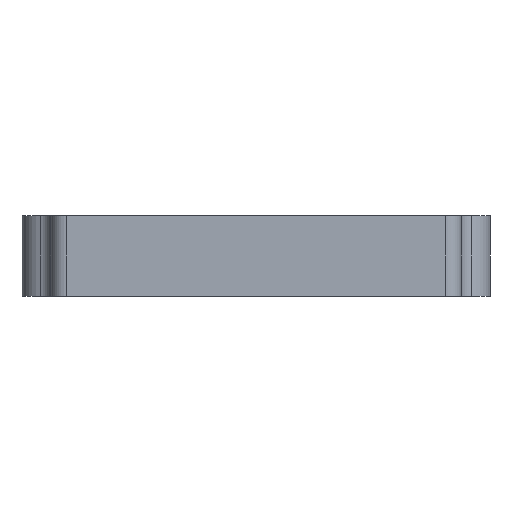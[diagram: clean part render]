
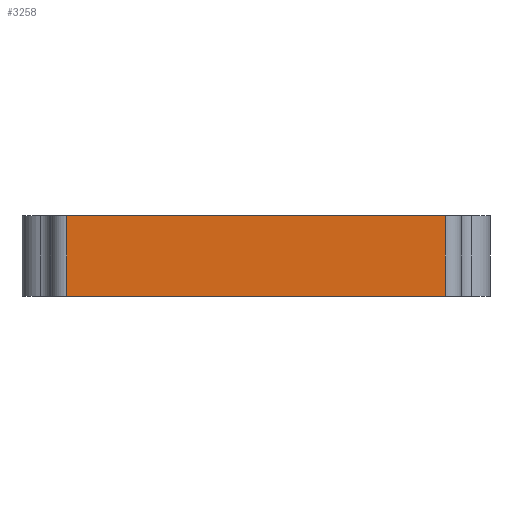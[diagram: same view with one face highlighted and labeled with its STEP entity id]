
A CAD part, front view. The second image highlights one B-rep face of the part: STEP entity #3258.
In plain terms, the highlighted planar face has unit normal (0, -1, 0).
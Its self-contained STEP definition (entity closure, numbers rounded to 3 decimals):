
#33 = VERTEX_POINT('',#34);
#34 = CARTESIAN_POINT('',(-150.,-79.,40.));
#44 = CYLINDRICAL_SURFACE('',#45,5.);
#45 = AXIS2_PLACEMENT_3D('',#46,#47,#48);
#46 = CARTESIAN_POINT('',(-150.,-74.,40.));
#47 = DIRECTION('',(0.,0.,1.));
#48 = DIRECTION('',(0.,-1.,0.));
#56 = PLANE('',#57);
#57 = AXIS2_PLACEMENT_3D('',#58,#59,#60);
#58 = CARTESIAN_POINT('',(-91.,-79.,40.));
#59 = DIRECTION('',(0.,0.,1.));
#60 = DIRECTION('',(1.,0.,-0.));
#101 = VERTEX_POINT('',#102);
#102 = CARTESIAN_POINT('',(-150.,-79.,65.));
#117 = PLANE('',#118);
#118 = AXIS2_PLACEMENT_3D('',#119,#120,#121);
#119 = CARTESIAN_POINT('',(-91.,-79.,65.));
#120 = DIRECTION('',(0.,-0.,1.));
#121 = DIRECTION('',(1.,0.,0.));
#133 = EDGE_CURVE('',#33,#101,#134,.T.);
#134 = SURFACE_CURVE('',#135,(#139,#146),.PCURVE_S1.);
#135 = LINE('',#136,#137);
#136 = CARTESIAN_POINT('',(-150.,-79.,40.));
#137 = VECTOR('',#138,1.);
#138 = DIRECTION('',(0.,0.,1.));
#139 = PCURVE('',#44,#140);
#140 = DEFINITIONAL_REPRESENTATION('',(#141),#145);
#141 = LINE('',#142,#143);
#142 = CARTESIAN_POINT('',(-0.,0.));
#143 = VECTOR('',#144,1.);
#144 = DIRECTION('',(-0.,1.));
#145 = ( GEOMETRIC_REPRESENTATION_CONTEXT(2) 
PARAMETRIC_REPRESENTATION_CONTEXT() REPRESENTATION_CONTEXT('2D SPACE',''
  ) );
#146 = PCURVE('',#147,#152);
#147 = PLANE('',#148);
#148 = AXIS2_PLACEMENT_3D('',#149,#150,#151);
#149 = CARTESIAN_POINT('',(-91.,-79.,52.5));
#150 = DIRECTION('',(0.,1.,0.));
#151 = DIRECTION('',(1.,0.,0.));
#152 = DEFINITIONAL_REPRESENTATION('',(#153),#157);
#153 = LINE('',#154,#155);
#154 = CARTESIAN_POINT('',(-59.,12.5));
#155 = VECTOR('',#156,1.);
#156 = DIRECTION('',(0.,-1.));
#157 = ( GEOMETRIC_REPRESENTATION_CONTEXT(2) 
PARAMETRIC_REPRESENTATION_CONTEXT() REPRESENTATION_CONTEXT('2D SPACE',''
  ) );
#988 = VERTEX_POINT('',#989);
#989 = CARTESIAN_POINT('',(-32.,-79.,40.));
#1004 = CYLINDRICAL_SURFACE('',#1005,5.);
#1005 = AXIS2_PLACEMENT_3D('',#1006,#1007,#1008);
#1006 = CARTESIAN_POINT('',(-32.,-74.,40.));
#1007 = DIRECTION('',(0.,0.,1.));
#1008 = DIRECTION('',(0.,-1.,-0.));
#1016 = EDGE_CURVE('',#33,#988,#1017,.T.);
#1017 = SURFACE_CURVE('',#1018,(#1022,#1029),.PCURVE_S1.);
#1018 = LINE('',#1019,#1020);
#1019 = CARTESIAN_POINT('',(-91.,-79.,40.));
#1020 = VECTOR('',#1021,1.);
#1021 = DIRECTION('',(1.,0.,0.));
#1022 = PCURVE('',#56,#1023);
#1023 = DEFINITIONAL_REPRESENTATION('',(#1024),#1028);
#1024 = LINE('',#1025,#1026);
#1025 = CARTESIAN_POINT('',(0.,0.));
#1026 = VECTOR('',#1027,1.);
#1027 = DIRECTION('',(1.,0.));
#1028 = ( GEOMETRIC_REPRESENTATION_CONTEXT(2) 
PARAMETRIC_REPRESENTATION_CONTEXT() REPRESENTATION_CONTEXT('2D SPACE',''
  ) );
#1029 = PCURVE('',#147,#1030);
#1030 = DEFINITIONAL_REPRESENTATION('',(#1031),#1035);
#1031 = LINE('',#1032,#1033);
#1032 = CARTESIAN_POINT('',(0.,12.5));
#1033 = VECTOR('',#1034,1.);
#1034 = DIRECTION('',(1.,0.));
#1035 = ( GEOMETRIC_REPRESENTATION_CONTEXT(2) 
PARAMETRIC_REPRESENTATION_CONTEXT() REPRESENTATION_CONTEXT('2D SPACE',''
  ) );
#1985 = VERTEX_POINT('',#1986);
#1986 = CARTESIAN_POINT('',(-32.,-79.,65.));
#2008 = EDGE_CURVE('',#988,#1985,#2009,.T.);
#2009 = SURFACE_CURVE('',#2010,(#2014,#2021),.PCURVE_S1.);
#2010 = LINE('',#2011,#2012);
#2011 = CARTESIAN_POINT('',(-32.,-79.,40.));
#2012 = VECTOR('',#2013,1.);
#2013 = DIRECTION('',(0.,0.,1.));
#2014 = PCURVE('',#1004,#2015);
#2015 = DEFINITIONAL_REPRESENTATION('',(#2016),#2020);
#2016 = LINE('',#2017,#2018);
#2017 = CARTESIAN_POINT('',(0.,0.));
#2018 = VECTOR('',#2019,1.);
#2019 = DIRECTION('',(0.,1.));
#2020 = ( GEOMETRIC_REPRESENTATION_CONTEXT(2) 
PARAMETRIC_REPRESENTATION_CONTEXT() REPRESENTATION_CONTEXT('2D SPACE',''
  ) );
#2021 = PCURVE('',#147,#2022);
#2022 = DEFINITIONAL_REPRESENTATION('',(#2023),#2027);
#2023 = LINE('',#2024,#2025);
#2024 = CARTESIAN_POINT('',(59.,12.5));
#2025 = VECTOR('',#2026,1.);
#2026 = DIRECTION('',(0.,-1.));
#2027 = ( GEOMETRIC_REPRESENTATION_CONTEXT(2) 
PARAMETRIC_REPRESENTATION_CONTEXT() REPRESENTATION_CONTEXT('2D SPACE',''
  ) );
#3258 = ADVANCED_FACE('',(#3259),#147,.F.);
#3259 = FACE_BOUND('',#3260,.T.);
#3260 = EDGE_LOOP('',(#3261,#3262,#3263,#3284));
#3261 = ORIENTED_EDGE('',*,*,#1016,.T.);
#3262 = ORIENTED_EDGE('',*,*,#2008,.T.);
#3263 = ORIENTED_EDGE('',*,*,#3264,.F.);
#3264 = EDGE_CURVE('',#101,#1985,#3265,.T.);
#3265 = SURFACE_CURVE('',#3266,(#3270,#3277),.PCURVE_S1.);
#3266 = LINE('',#3267,#3268);
#3267 = CARTESIAN_POINT('',(-91.,-79.,65.));
#3268 = VECTOR('',#3269,1.);
#3269 = DIRECTION('',(1.,0.,0.));
#3270 = PCURVE('',#147,#3271);
#3271 = DEFINITIONAL_REPRESENTATION('',(#3272),#3276);
#3272 = LINE('',#3273,#3274);
#3273 = CARTESIAN_POINT('',(0.,-12.5));
#3274 = VECTOR('',#3275,1.);
#3275 = DIRECTION('',(1.,0.));
#3276 = ( GEOMETRIC_REPRESENTATION_CONTEXT(2) 
PARAMETRIC_REPRESENTATION_CONTEXT() REPRESENTATION_CONTEXT('2D SPACE',''
  ) );
#3277 = PCURVE('',#117,#3278);
#3278 = DEFINITIONAL_REPRESENTATION('',(#3279),#3283);
#3279 = LINE('',#3280,#3281);
#3280 = CARTESIAN_POINT('',(0.,0.));
#3281 = VECTOR('',#3282,1.);
#3282 = DIRECTION('',(1.,0.));
#3283 = ( GEOMETRIC_REPRESENTATION_CONTEXT(2) 
PARAMETRIC_REPRESENTATION_CONTEXT() REPRESENTATION_CONTEXT('2D SPACE',''
  ) );
#3284 = ORIENTED_EDGE('',*,*,#133,.F.);
